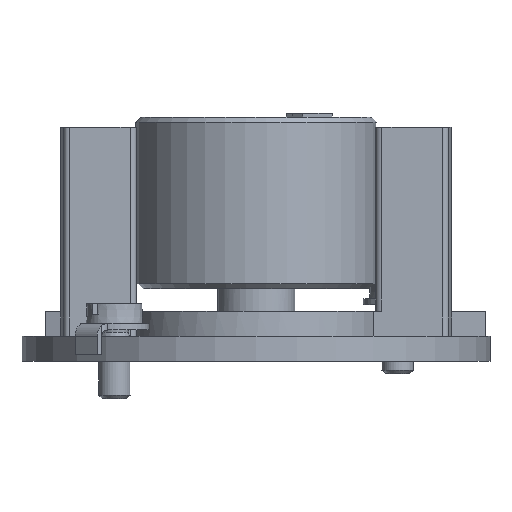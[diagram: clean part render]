
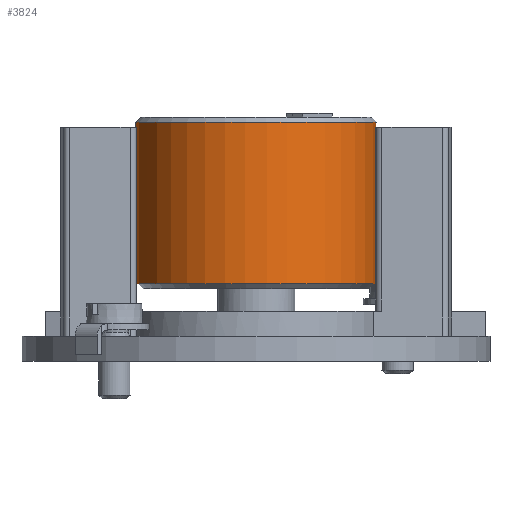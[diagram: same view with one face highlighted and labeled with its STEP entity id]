
A CAD part, left-side view. The second image highlights one B-rep face of the part: STEP entity #3824.
In plain terms, the highlighted cylindrical face has radius 9.65 mm (diameter 19.3 mm), a full revolution.
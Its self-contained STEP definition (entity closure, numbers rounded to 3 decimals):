
#1465=ORIENTED_EDGE('',*,*,#2291,.F.);
#1466=ORIENTED_EDGE('',*,*,#2290,.T.);
#2290=EDGE_CURVE('',#2746,#2746,#3027,.T.);
#2291=EDGE_CURVE('',#2747,#2747,#3028,.T.);
#2746=VERTEX_POINT('',#6440);
#2747=VERTEX_POINT('',#6443);
#3027=CIRCLE('',#4291,9.65);
#3028=CIRCLE('',#4293,9.65);
#3234=EDGE_LOOP('',(#1465));
#3235=EDGE_LOOP('',(#1466));
#3502=FACE_BOUND('',#3234,.T.);
#3503=FACE_BOUND('',#3235,.T.);
#3676=CYLINDRICAL_SURFACE('',#4292,9.65);
#3824=ADVANCED_FACE('',(#3502,#3503),#3676,.T.);
#4291=AXIS2_PLACEMENT_3D('',#6439,#5199,#5200);
#4292=AXIS2_PLACEMENT_3D('',#6441,#5201,#5202);
#4293=AXIS2_PLACEMENT_3D('',#6442,#5203,#5204);
#5199=DIRECTION('',(0.,0.,-1.));
#5200=DIRECTION('',(-1.,0.,0.));
#5201=DIRECTION('',(0.,0.,-1.));
#5202=DIRECTION('',(-1.,0.,0.));
#5203=DIRECTION('',(0.,0.,-1.));
#5204=DIRECTION('',(-1.,0.,0.));
#6439=CARTESIAN_POINT('',(0.,0.,-0.4));
#6440=CARTESIAN_POINT('',(-9.65,0.,-0.4));
#6441=CARTESIAN_POINT('',(0.,0.,-13.7));
#6442=CARTESIAN_POINT('',(0.,0.,-13.3));
#6443=CARTESIAN_POINT('',(-9.65,0.,-13.3));
